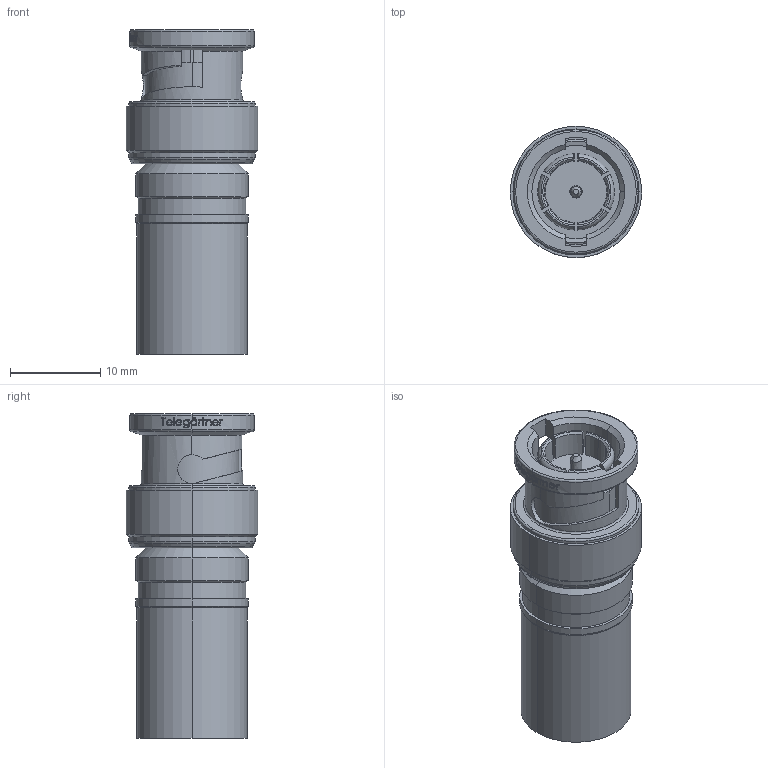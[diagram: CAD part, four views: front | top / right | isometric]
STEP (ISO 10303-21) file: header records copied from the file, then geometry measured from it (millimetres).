
FILE_DESCRIPTION (( 'STEP AP214' ), '1' );
FILE_NAME ('J01002A0054.STEP', '2018-11-19T08:31:31', ( '' ), ( '' ), 'SwSTEP 2.0', 'SolidWorks 2017', '' );
FILE_SCHEMA (( 'AUTOMOTIVE_DESIGN' ));
Length unit declared in the file: millimetre
Products named in the file (1): J01002A0054
Bounding box: 14.6 x 14.6 x 36.1 mm (x, y, z)
Volume: 3507.1 mm3; surface area: 2597.2 mm2
Topology: 1 solids, 1 shells, 298 faces, 760 edges, 494 vertices
Faces by surface type: plane 102, bspline 78, cylinder 68, cone 30, torus 20
Entity records: 15167 total; most frequent: CARTESIAN_POINT 5249, ORIENTED_EDGE 1520, DIRECTION 1168, EDGE_CURVE 760, VERTEX_POINT 494, AXIS2_PLACEMENT_3D 418, EDGE_LOOP 332, VECTOR 332
